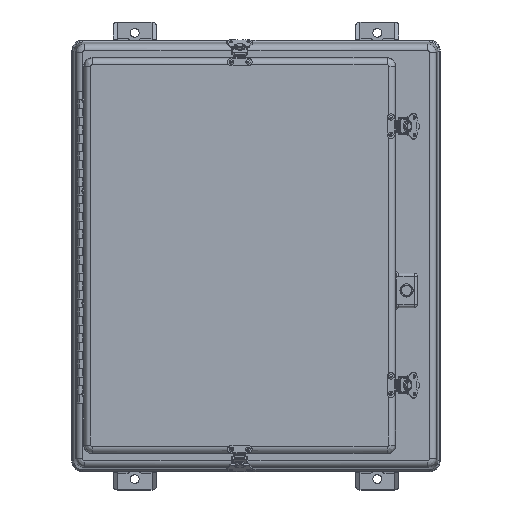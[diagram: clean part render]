
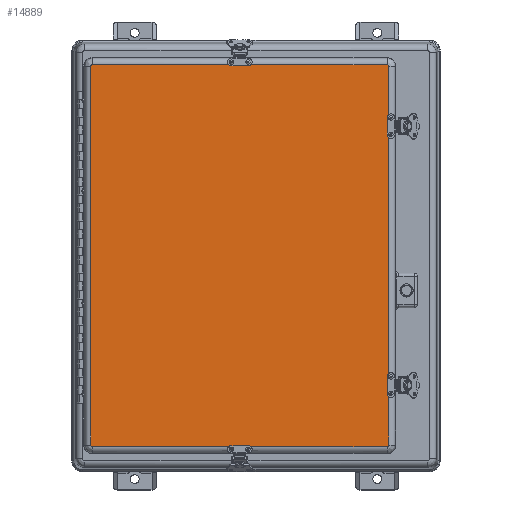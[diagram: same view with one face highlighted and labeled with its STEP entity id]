
A CAD part, top view. The second image highlights one B-rep face of the part: STEP entity #14889.
In plain terms, the highlighted planar face has unit normal (0, 0, 1).
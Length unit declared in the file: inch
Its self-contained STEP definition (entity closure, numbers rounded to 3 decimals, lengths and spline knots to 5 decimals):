
#696=PLANE($,#16179);
#1372=LINE($,#28141,#2480);
#1374=LINE($,#28146,#2482);
#1375=LINE($,#28179,#2483);
#1378=LINE($,#28186,#2486);
#2480=VECTOR($,#19156,17.);
#2482=VECTOR($,#19162,21.84375);
#2483=VECTOR($,#19179,21.84375);
#2486=VECTOR($,#19186,17.);
#3991=FACE_OUTER_BOUND($,#5019,.T.);
#5019=EDGE_LOOP($,(#11880,#11881,#11882,#11883,#11884,#11885,#11886,#11887));
#6025=CIRCLE($,#16156,0.10404);
#6031=CIRCLE($,#16164,0.10404);
#6035=CIRCLE($,#16168,0.10404);
#6039=CIRCLE($,#16174,0.10404);
#7094=VERTEX_POINT($,#28131);
#7095=VERTEX_POINT($,#28133);
#7097=VERTEX_POINT($,#28139);
#7098=VERTEX_POINT($,#28144);
#7100=VERTEX_POINT($,#28157);
#7101=VERTEX_POINT($,#28170);
#7104=VERTEX_POINT($,#28177);
#7105=VERTEX_POINT($,#28182);
#8815=EDGE_CURVE($,#7094,#7095,#6025,.T.);
#8819=EDGE_CURVE($,#7097,#7094,#1372,.T.);
#8822=EDGE_CURVE($,#7095,#7098,#1374,.T.);
#8824=EDGE_CURVE($,#7100,#7097,#6031,.T.);
#8828=EDGE_CURVE($,#7098,#7101,#6035,.T.);
#8830=EDGE_CURVE($,#7104,#7100,#1375,.T.);
#8834=EDGE_CURVE($,#7101,#7105,#1378,.T.);
#8836=EDGE_CURVE($,#7105,#7104,#6039,.T.);
#11880=ORIENTED_EDGE($,*,*,#8815,.F.);
#11881=ORIENTED_EDGE($,*,*,#8819,.F.);
#11882=ORIENTED_EDGE($,*,*,#8824,.F.);
#11883=ORIENTED_EDGE($,*,*,#8830,.F.);
#11884=ORIENTED_EDGE($,*,*,#8836,.F.);
#11885=ORIENTED_EDGE($,*,*,#8834,.F.);
#11886=ORIENTED_EDGE($,*,*,#8828,.F.);
#11887=ORIENTED_EDGE($,*,*,#8822,.F.);
#14889=ADVANCED_FACE($,(#3991),#696,.T.);
#16156=AXIS2_PLACEMENT_3D($,#28134,#19146,#19147);
#16164=AXIS2_PLACEMENT_3D($,#28159,#19165,#19166);
#16168=AXIS2_PLACEMENT_3D($,#28174,#19173,#19174);
#16174=AXIS2_PLACEMENT_3D($,#28197,#19189,#19190);
#16179=AXIS2_PLACEMENT_3D($,#28206,#19203,#19204);
#19146=DIRECTION('center_axis',(0.,0.,-1.));
#19147=DIRECTION('ref_axis',(0.707,0.707,0.));
#19156=DIRECTION($,(1.,0.,0.));
#19162=DIRECTION($,(0.,-1.,0.));
#19165=DIRECTION('center_axis',(0.,0.,-1.));
#19166=DIRECTION('ref_axis',(-0.707,0.707,0.));
#19173=DIRECTION('center_axis',(0.,0.,-1.));
#19174=DIRECTION('ref_axis',(0.707,-0.707,0.));
#19179=DIRECTION($,(0.,1.,0.));
#19186=DIRECTION($,(-1.,0.,0.));
#19189=DIRECTION('center_axis',(0.,0.,-1.));
#19190=DIRECTION('ref_axis',(-0.707,-0.707,0.));
#19203=DIRECTION('center_axis',(0.,0.,1.));
#19204=DIRECTION('ref_axis',(1.,0.,0.));
#28131=CARTESIAN_POINT('',(8.5,11.02591,0.96875));
#28133=CARTESIAN_POINT('',(8.60404,10.92188,0.96875));
#28134=CARTESIAN_POINT('Origin',(8.5,10.92188,0.96875));
#28139=CARTESIAN_POINT('',(-8.5,11.02591,0.96875));
#28141=CARTESIAN_POINT($,(-8.5,11.02591,0.96875));
#28144=CARTESIAN_POINT('',(8.60404,-10.92188,0.96875));
#28146=CARTESIAN_POINT($,(8.60404,10.92188,0.96875));
#28157=CARTESIAN_POINT('',(-8.60404,10.92188,0.96875));
#28159=CARTESIAN_POINT('Origin',(-8.5,10.92188,0.96875));
#28170=CARTESIAN_POINT('',(8.5,-11.02591,0.96875));
#28174=CARTESIAN_POINT('Origin',(8.5,-10.92188,0.96875));
#28177=CARTESIAN_POINT('',(-8.60404,-10.92188,0.96875));
#28179=CARTESIAN_POINT($,(-8.60404,-10.92188,0.96875));
#28182=CARTESIAN_POINT('',(-8.5,-11.02591,0.96875));
#28186=CARTESIAN_POINT($,(8.5,-11.02591,0.96875));
#28197=CARTESIAN_POINT('Origin',(-8.5,-10.92188,0.96875));
#28206=CARTESIAN_POINT('Origin',(0.,0.,0.96875));
